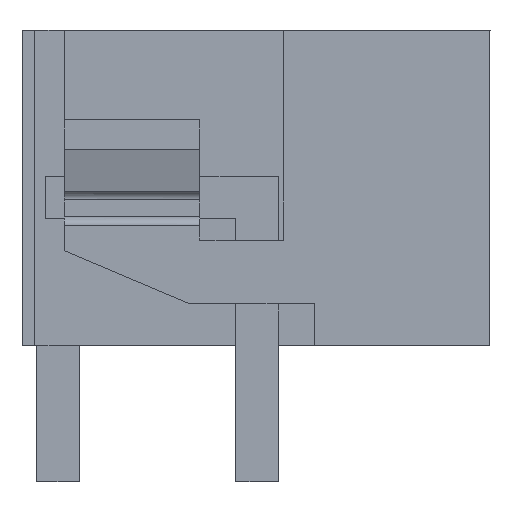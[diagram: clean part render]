
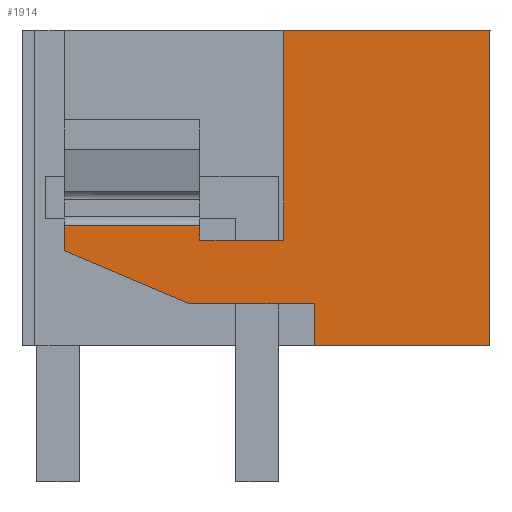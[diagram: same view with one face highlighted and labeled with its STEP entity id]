
A CAD part, left-side view. The second image highlights one B-rep face of the part: STEP entity #1914.
In plain terms, the highlighted planar face has unit normal (-1, 0, 0).
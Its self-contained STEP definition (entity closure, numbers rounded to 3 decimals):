
#1845=AXIS2_PLACEMENT_3D('Plane Axis2P3D',#1842,#1843,#1844) ;
#105=CARTESIAN_POINT('Vertex',(0.,0.,3.2)) ;
#110=CARTESIAN_POINT('Line Origine',(0.,2.075,3.2)) ;
#114=CARTESIAN_POINT('Vertex',(0.,4.15,3.2)) ;
#812=CARTESIAN_POINT('Vertex',(0.,4.875,10.65)) ;
#815=CARTESIAN_POINT('Line Origine',(0.,2.437,10.65)) ;
#819=CARTESIAN_POINT('Vertex',(0.,0.,10.65)) ;
#1771=CARTESIAN_POINT('Line Origine',(0.,0.,6.925)) ;
#1842=CARTESIAN_POINT('Axis2P3D Location',(0.,11.05,0.)) ;
#1847=CARTESIAN_POINT('Line Origine',(0.,4.875,8.175)) ;
#1851=CARTESIAN_POINT('Vertex',(0.,4.875,5.7)) ;
#1854=CARTESIAN_POINT('Line Origine',(0.,5.863,5.7)) ;
#1858=CARTESIAN_POINT('Vertex',(0.,6.85,5.7)) ;
#1861=CARTESIAN_POINT('Line Origine',(0.,6.85,5.875)) ;
#1865=CARTESIAN_POINT('Vertex',(0.,6.85,6.05)) ;
#1868=CARTESIAN_POINT('Line Origine',(0.,8.45,6.05)) ;
#1872=CARTESIAN_POINT('Vertex',(0.,10.05,6.05)) ;
#1875=CARTESIAN_POINT('Line Origine',(0.,10.05,5.75)) ;
#1879=CARTESIAN_POINT('Vertex',(0.,10.05,5.45)) ;
#1882=CARTESIAN_POINT('Line Origine',(0.,8.571,4.823)) ;
#1886=CARTESIAN_POINT('Vertex',(0.,7.092,4.197)) ;
#1889=CARTESIAN_POINT('Line Origine',(0.,5.621,4.197)) ;
#1893=CARTESIAN_POINT('Vertex',(0.,4.15,4.197)) ;
#1896=CARTESIAN_POINT('Line Origine',(0.,4.15,3.698)) ;
#111=DIRECTION('Vector Direction',(0.,1.,0.)) ;
#816=DIRECTION('Vector Direction',(0.,-1.,0.)) ;
#1772=DIRECTION('Vector Direction',(0.,0.,-1.)) ;
#1843=DIRECTION('Axis2P3D Direction',(-1.,0.,0.)) ;
#1844=DIRECTION('Axis2P3D XDirection',(0.,-1.,0.)) ;
#1848=DIRECTION('Vector Direction',(0.,0.,1.)) ;
#1855=DIRECTION('Vector Direction',(0.,1.,0.)) ;
#1862=DIRECTION('Vector Direction',(0.,0.,1.)) ;
#1869=DIRECTION('Vector Direction',(0.,-1.,0.)) ;
#1876=DIRECTION('Vector Direction',(0.,0.,-1.)) ;
#1883=DIRECTION('Vector Direction',(0.,0.921,0.39)) ;
#1890=DIRECTION('Vector Direction',(0.,-1.,0.)) ;
#1897=DIRECTION('Vector Direction',(0.,0.,-1.)) ;
#112=VECTOR('Line Direction',#111,1.) ;
#817=VECTOR('Line Direction',#816,1.) ;
#1773=VECTOR('Line Direction',#1772,1.) ;
#1849=VECTOR('Line Direction',#1848,1.) ;
#1856=VECTOR('Line Direction',#1855,1.) ;
#1863=VECTOR('Line Direction',#1862,1.) ;
#1870=VECTOR('Line Direction',#1869,1.) ;
#1877=VECTOR('Line Direction',#1876,1.) ;
#1884=VECTOR('Line Direction',#1883,1.) ;
#1891=VECTOR('Line Direction',#1890,1.) ;
#1898=VECTOR('Line Direction',#1897,1.) ;
#1902=ORIENTED_EDGE('',*,*,#116,.T.) ;
#1903=ORIENTED_EDGE('',*,*,#1775,.T.) ;
#1904=ORIENTED_EDGE('',*,*,#821,.T.) ;
#1905=ORIENTED_EDGE('',*,*,#1853,.T.) ;
#1906=ORIENTED_EDGE('',*,*,#1860,.T.) ;
#1907=ORIENTED_EDGE('',*,*,#1867,.T.) ;
#1908=ORIENTED_EDGE('',*,*,#1874,.F.) ;
#1909=ORIENTED_EDGE('',*,*,#1881,.T.) ;
#1910=ORIENTED_EDGE('',*,*,#1888,.T.) ;
#1911=ORIENTED_EDGE('',*,*,#1895,.T.) ;
#1912=ORIENTED_EDGE('',*,*,#1900,.T.) ;
#1914=ADVANCED_FACE('HOUSING',(#1913),#1846,.T.) ;
#116=EDGE_CURVE('',#115,#106,#113,.F.) ;
#821=EDGE_CURVE('',#820,#813,#818,.F.) ;
#1775=EDGE_CURVE('',#106,#820,#1774,.F.) ;
#1853=EDGE_CURVE('',#813,#1852,#1850,.F.) ;
#1860=EDGE_CURVE('',#1852,#1859,#1857,.T.) ;
#1867=EDGE_CURVE('',#1859,#1866,#1864,.T.) ;
#1874=EDGE_CURVE('',#1873,#1866,#1871,.T.) ;
#1881=EDGE_CURVE('',#1873,#1880,#1878,.T.) ;
#1888=EDGE_CURVE('',#1880,#1887,#1885,.F.) ;
#1895=EDGE_CURVE('',#1887,#1894,#1892,.T.) ;
#1900=EDGE_CURVE('',#1894,#115,#1899,.T.) ;
#1901=EDGE_LOOP('',(#1902,#1903,#1904,#1905,#1906,#1907,#1908,#1909,#1910,#1911,#1912)) ;
#1913=FACE_OUTER_BOUND('',#1901,.T.) ;
#113=LINE('Line',#110,#112) ;
#818=LINE('Line',#815,#817) ;
#1774=LINE('Line',#1771,#1773) ;
#1850=LINE('Line',#1847,#1849) ;
#1857=LINE('Line',#1854,#1856) ;
#1864=LINE('Line',#1861,#1863) ;
#1871=LINE('Line',#1868,#1870) ;
#1878=LINE('Line',#1875,#1877) ;
#1885=LINE('Line',#1882,#1884) ;
#1892=LINE('Line',#1889,#1891) ;
#1899=LINE('Line',#1896,#1898) ;
#1846=PLANE('',#1845) ;
#106=VERTEX_POINT('',#105) ;
#115=VERTEX_POINT('',#114) ;
#813=VERTEX_POINT('',#812) ;
#820=VERTEX_POINT('',#819) ;
#1852=VERTEX_POINT('',#1851) ;
#1859=VERTEX_POINT('',#1858) ;
#1866=VERTEX_POINT('',#1865) ;
#1873=VERTEX_POINT('',#1872) ;
#1880=VERTEX_POINT('',#1879) ;
#1887=VERTEX_POINT('',#1886) ;
#1894=VERTEX_POINT('',#1893) ;
